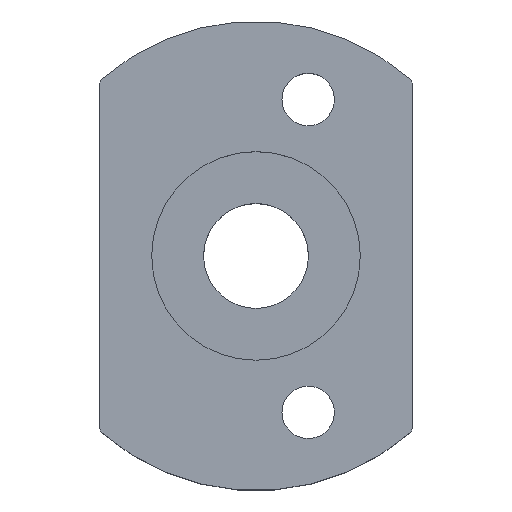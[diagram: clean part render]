
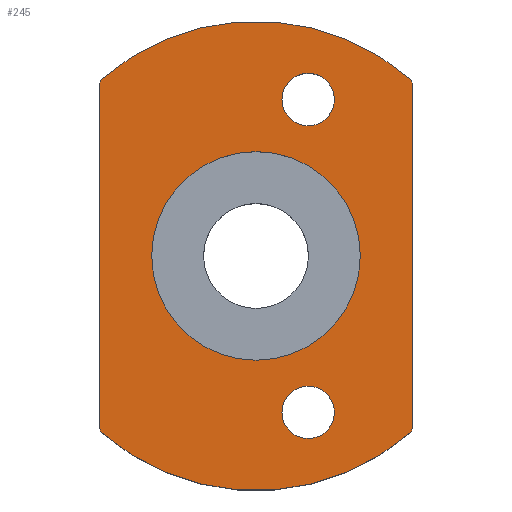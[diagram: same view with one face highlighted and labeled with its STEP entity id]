
A CAD part, top view. The second image highlights one B-rep face of the part: STEP entity #245.
In plain terms, the highlighted planar face has unit normal (0, 0, 1).
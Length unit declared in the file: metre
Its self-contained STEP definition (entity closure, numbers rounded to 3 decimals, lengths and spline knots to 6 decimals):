
#13=PLANE('',#275);
#21=LINE('',#405,#33);
#22=LINE('',#413,#34);
#33=VECTOR('',#320,1.);
#34=VECTOR('',#329,1.);
#49=ORIENTED_EDGE('',*,*,#105,.F.);
#50=ORIENTED_EDGE('',*,*,#111,.T.);
#51=ORIENTED_EDGE('',*,*,#112,.F.);
#52=ORIENTED_EDGE('',*,*,#113,.T.);
#53=ORIENTED_EDGE('',*,*,#114,.F.);
#54=ORIENTED_EDGE('',*,*,#115,.T.);
#55=ORIENTED_EDGE('',*,*,#116,.F.);
#56=ORIENTED_EDGE('',*,*,#117,.T.);
#57=ORIENTED_EDGE('',*,*,#118,.T.);
#58=ORIENTED_EDGE('',*,*,#119,.T.);
#59=ORIENTED_EDGE('',*,*,#120,.T.);
#105=EDGE_CURVE('',#137,#138,#161,.T.);
#111=EDGE_CURVE('',#137,#142,#21,.T.);
#112=EDGE_CURVE('',#143,#142,#163,.T.);
#113=EDGE_CURVE('',#143,#144,#164,.T.);
#114=EDGE_CURVE('',#145,#144,#165,.T.);
#115=EDGE_CURVE('',#145,#146,#22,.T.);
#116=EDGE_CURVE('',#147,#146,#166,.T.);
#117=EDGE_CURVE('',#147,#138,#167,.T.);
#118=EDGE_CURVE('',#148,#148,#168,.T.);
#119=EDGE_CURVE('',#149,#149,#169,.T.);
#120=EDGE_CURVE('',#150,#150,#170,.T.);
#137=VERTEX_POINT('',#393);
#138=VERTEX_POINT('',#394);
#142=VERTEX_POINT('',#404);
#143=VERTEX_POINT('',#408);
#144=VERTEX_POINT('',#410);
#145=VERTEX_POINT('',#412);
#146=VERTEX_POINT('',#414);
#147=VERTEX_POINT('',#416);
#148=VERTEX_POINT('',#419);
#149=VERTEX_POINT('',#421);
#150=VERTEX_POINT('',#423);
#161=CIRCLE('',#272,0.0003);
#163=CIRCLE('',#276,0.0003);
#164=CIRCLE('',#277,0.009);
#165=CIRCLE('',#278,0.0003);
#166=CIRCLE('',#279,0.0003);
#167=CIRCLE('',#280,0.009);
#168=CIRCLE('',#281,0.004);
#169=CIRCLE('',#282,0.001007);
#170=CIRCLE('',#283,0.001007);
#183=EDGE_LOOP('',(#49,#50,#51,#52,#53,#54,#55,#56));
#184=EDGE_LOOP('',(#57));
#185=EDGE_LOOP('',(#58));
#186=EDGE_LOOP('',(#59));
#209=FACE_BOUND('',#183,.T.);
#210=FACE_BOUND('',#184,.T.);
#211=FACE_BOUND('',#185,.T.);
#212=FACE_BOUND('',#186,.T.);
#245=ADVANCED_FACE('',(#209,#210,#211,#212),#13,.T.);
#272=AXIS2_PLACEMENT_3D('',#392,#310,#311);
#275=AXIS2_PLACEMENT_3D('',#406,#321,#322);
#276=AXIS2_PLACEMENT_3D('',#407,#323,#324);
#277=AXIS2_PLACEMENT_3D('',#409,#325,#326);
#278=AXIS2_PLACEMENT_3D('',#411,#327,#328);
#279=AXIS2_PLACEMENT_3D('',#415,#330,#331);
#280=AXIS2_PLACEMENT_3D('',#417,#332,#333);
#281=AXIS2_PLACEMENT_3D('',#418,#334,#335);
#282=AXIS2_PLACEMENT_3D('',#420,#336,#337);
#283=AXIS2_PLACEMENT_3D('',#422,#338,#339);
#310=DIRECTION('',(0.,0.,-1.));
#311=DIRECTION('',(0.91,-0.415,0.));
#320=DIRECTION('',(0.,1.,0.));
#321=DIRECTION('',(0.,0.,1.));
#322=DIRECTION('',(1.,0.,0.));
#323=DIRECTION('',(0.,0.,-1.));
#324=DIRECTION('',(0.91,0.415,0.));
#325=DIRECTION('',(0.,0.,1.));
#326=DIRECTION('',(-1.,0.,0.));
#327=DIRECTION('',(0.,0.,-1.));
#328=DIRECTION('',(-0.91,0.415,0.));
#329=DIRECTION('',(0.,-1.,0.));
#330=DIRECTION('',(0.,0.,-1.));
#331=DIRECTION('',(-0.91,-0.415,0.));
#332=DIRECTION('',(0.,0.,1.));
#333=DIRECTION('',(-1.,0.,0.));
#334=DIRECTION('',(0.,0.,-1.));
#335=DIRECTION('',(-1.,0.,0.));
#336=DIRECTION('',(0.,0.,-1.));
#337=DIRECTION('',(1.,0.,0.));
#338=DIRECTION('',(0.,0.,-1.));
#339=DIRECTION('',(1.,0.,0.));
#392=CARTESIAN_POINT('',(0.0057,-0.006573,0.004));
#393=CARTESIAN_POINT('',(0.006,-0.006573,0.004));
#394=CARTESIAN_POINT('',(0.005897,-0.006799,0.004));
#404=CARTESIAN_POINT('',(0.006,0.006573,0.004));
#405=CARTESIAN_POINT('',(0.006,0.005,0.004));
#406=CARTESIAN_POINT('',(0.,0.,0.004));
#407=CARTESIAN_POINT('',(0.0057,0.006573,0.004));
#408=CARTESIAN_POINT('',(0.005897,0.006799,0.004));
#409=CARTESIAN_POINT('',(0.,0.,0.004));
#410=CARTESIAN_POINT('',(-0.005897,0.006799,0.004));
#411=CARTESIAN_POINT('',(-0.0057,0.006573,0.004));
#412=CARTESIAN_POINT('',(-0.006,0.006573,0.004));
#413=CARTESIAN_POINT('',(-0.006,-0.005,0.004));
#414=CARTESIAN_POINT('',(-0.006,-0.006573,0.004));
#415=CARTESIAN_POINT('',(-0.0057,-0.006573,0.004));
#416=CARTESIAN_POINT('',(-0.005897,-0.006799,0.004));
#417=CARTESIAN_POINT('',(0.,0.,0.004));
#418=CARTESIAN_POINT('',(0.,0.,0.004));
#419=CARTESIAN_POINT('',(-0.004,0.,0.004));
#420=CARTESIAN_POINT('',(0.002,-0.006,0.004));
#421=CARTESIAN_POINT('',(0.003007,-0.006,0.004));
#422=CARTESIAN_POINT('',(0.002,0.006,0.004));
#423=CARTESIAN_POINT('',(0.003007,0.006,0.004));
